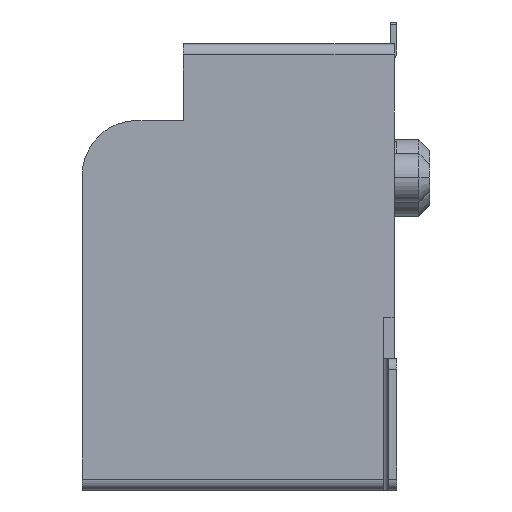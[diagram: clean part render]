
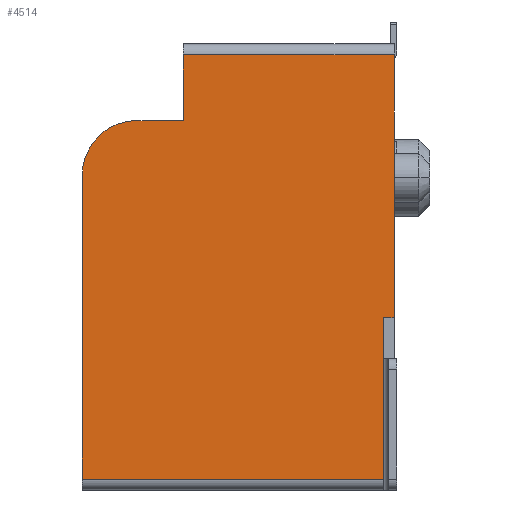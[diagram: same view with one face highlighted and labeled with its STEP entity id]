
A CAD part, left-side view. The second image highlights one B-rep face of the part: STEP entity #4514.
In plain terms, the highlighted planar face has unit normal (-1, 0, 0).
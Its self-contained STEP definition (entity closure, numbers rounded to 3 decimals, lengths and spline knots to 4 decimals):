
#1577 = VERTEX_POINT('',#1578);
#1578 = CARTESIAN_POINT('',(-11.,0.25,-3.75));
#1585 = EDGE_CURVE('',#1577,#1586,#1588,.T.);
#1586 = VERTEX_POINT('',#1587);
#1587 = CARTESIAN_POINT('',(-11.,0.25,-0.8));
#1588 = LINE('',#1589,#1590);
#1589 = CARTESIAN_POINT('',(-11.,0.25,-3.75));
#1590 = VECTOR('',#1591,1.);
#1591 = DIRECTION('',(0.,0.,1.));
#4321 = VERTEX_POINT('',#4322);
#4322 = CARTESIAN_POINT('',(-11.,0.05,-0.8));
#4328 = EDGE_CURVE('',#4321,#4329,#4331,.T.);
#4329 = VERTEX_POINT('',#4330);
#4330 = CARTESIAN_POINT('',(-11.,0.05,4.));
#4331 = LINE('',#4332,#4333);
#4332 = CARTESIAN_POINT('',(-11.,0.05,-0.8));
#4333 = VECTOR('',#4334,1.);
#4334 = DIRECTION('',(0.,0.,1.));
#4501 = EDGE_CURVE('',#4321,#1586,#4502,.T.);
#4502 = LINE('',#4503,#4504);
#4503 = CARTESIAN_POINT('',(-11.,0.05,-0.8));
#4504 = VECTOR('',#4505,1.);
#4505 = DIRECTION('',(0.,1.,0.));
#4514 = ADVANCED_FACE('',(#4515),#4567,.F.);
#4515 = FACE_BOUND('',#4516,.F.);
#4516 = EDGE_LOOP('',(#4517,#4518,#4526,#4534,#4543,#4551,#4559,#4565,
    #4566));
#4517 = ORIENTED_EDGE('',*,*,#1585,.F.);
#4518 = ORIENTED_EDGE('',*,*,#4519,.F.);
#4519 = EDGE_CURVE('',#4520,#1577,#4522,.T.);
#4520 = VERTEX_POINT('',#4521);
#4521 = CARTESIAN_POINT('',(-11.,5.75,-3.75));
#4522 = LINE('',#4523,#4524);
#4523 = CARTESIAN_POINT('',(-11.,5.75,-3.75));
#4524 = VECTOR('',#4525,1.);
#4525 = DIRECTION('',(0.,-1.,0.));
#4526 = ORIENTED_EDGE('',*,*,#4527,.F.);
#4527 = EDGE_CURVE('',#4528,#4520,#4530,.T.);
#4528 = VERTEX_POINT('',#4529);
#4529 = CARTESIAN_POINT('',(-11.,5.75,1.8));
#4530 = LINE('',#4531,#4532);
#4531 = CARTESIAN_POINT('',(-11.,5.75,1.8));
#4532 = VECTOR('',#4533,1.);
#4533 = DIRECTION('',(0.,0.,-1.));
#4534 = ORIENTED_EDGE('',*,*,#4535,.T.);
#4535 = EDGE_CURVE('',#4528,#4536,#4538,.T.);
#4536 = VERTEX_POINT('',#4537);
#4537 = CARTESIAN_POINT('',(-11.,4.75,2.8));
#4538 = CIRCLE('',#4539,1.);
#4539 = AXIS2_PLACEMENT_3D('',#4540,#4541,#4542);
#4540 = CARTESIAN_POINT('',(-11.,4.75,1.8));
#4541 = DIRECTION('',(1.,0.,0.));
#4542 = DIRECTION('',(-0.,1.,0.));
#4543 = ORIENTED_EDGE('',*,*,#4544,.F.);
#4544 = EDGE_CURVE('',#4545,#4536,#4547,.T.);
#4545 = VERTEX_POINT('',#4546);
#4546 = CARTESIAN_POINT('',(-11.,3.9,2.8));
#4547 = LINE('',#4548,#4549);
#4548 = CARTESIAN_POINT('',(-11.,3.9,2.8));
#4549 = VECTOR('',#4550,1.);
#4550 = DIRECTION('',(0.,1.,0.));
#4551 = ORIENTED_EDGE('',*,*,#4552,.F.);
#4552 = EDGE_CURVE('',#4553,#4545,#4555,.T.);
#4553 = VERTEX_POINT('',#4554);
#4554 = CARTESIAN_POINT('',(-11.,3.9,4.));
#4555 = LINE('',#4556,#4557);
#4556 = CARTESIAN_POINT('',(-11.,3.9,4.));
#4557 = VECTOR('',#4558,1.);
#4558 = DIRECTION('',(0.,0.,-1.));
#4559 = ORIENTED_EDGE('',*,*,#4560,.F.);
#4560 = EDGE_CURVE('',#4329,#4553,#4561,.T.);
#4561 = LINE('',#4562,#4563);
#4562 = CARTESIAN_POINT('',(-11.,0.05,4.));
#4563 = VECTOR('',#4564,1.);
#4564 = DIRECTION('',(0.,1.,0.));
#4565 = ORIENTED_EDGE('',*,*,#4328,.F.);
#4566 = ORIENTED_EDGE('',*,*,#4501,.T.);
#4567 = PLANE('',#4568);
#4568 = AXIS2_PLACEMENT_3D('',#4569,#4570,#4571);
#4569 = CARTESIAN_POINT('',(-11.,2.9,0.125));
#4570 = DIRECTION('',(1.,0.,0.));
#4571 = DIRECTION('',(0.,0.,-1.));
